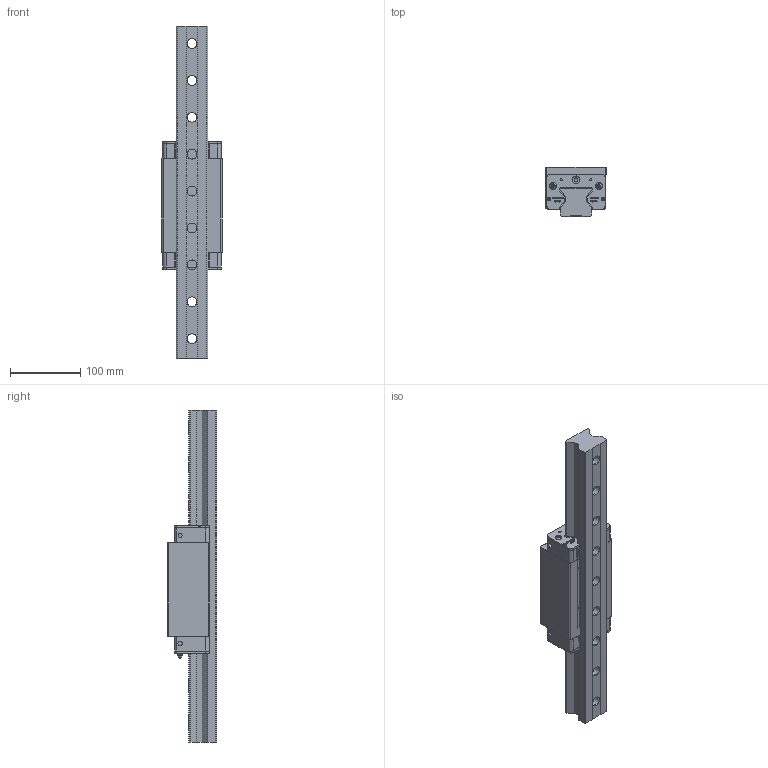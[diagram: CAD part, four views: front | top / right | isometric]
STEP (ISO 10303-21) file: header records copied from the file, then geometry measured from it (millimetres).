
FILE_DESCRIPTION (( 'STEP AP214' ), '1' );
FILE_NAME ('SBR45SLL ASSY - 嫦歎辨.STEP', '2023-10-31T01:46:49', ( 'Windows 餌辨濠' ), ( '' ), 'SwSTEP 2.0', 'SolidWorks 2013', '' );
FILE_SCHEMA (( 'AUTOMOTIVE_DESIGN' ));
Length unit declared in the file: millimetre
Products named in the file (11): NIPPLE; SBR45 RAIL; SBR45SLL ASSY - 嫦歎辨; SBR 45 SLL_BLOCK; SBR 45 END PLATE R01 - 嫦歎辨; SBR 45 END SEAL-嫦歎辨; SRBOLT-M3x30L_SS400^SBR45SLL ASSY - 嫦歎辨; SRBOLT-M5x30L_SS400^SBR45SLL ASSY - 嫦歎辨; SBR-45-RT-SN-M6000-R10 (BOTTOM SEAL L); SBR-45-RT-NBR_L; SBR-45-RT-PRESS_SUS301_L
Assembly tree (19 placements, depth 3):
  SBR45SLL ASSY - 嫦歎辨
    SBR45 RAIL
    NIPPLE
    SBR-45-RT-SN-M6000-R10 (BOTTOM SEAL L)  x2
      SBR-45-RT-PRESS_SUS301_L
      SBR-45-RT-NBR_L
    SRBOLT-M5x30L_SS400^SBR45SLL ASSY - 嫦歎辨  x4
    SRBOLT-M3x30L_SS400^SBR45SLL ASSY - 嫦歎辨  x4
    SBR 45 END SEAL-嫦歎辨  x2
    SBR 45 END PLATE R01 - 嫦歎辨  x2
    SBR 45 SLL_BLOCK
Bounding box: 86 x 70 x 472.5 mm (x, y, z)
Volume: 1309676.5 mm3; surface area: 219358.9 mm2
Topology: 20 solids, 20 shells, 2364 faces, 6101 edges, 3965 vertices
Faces by surface type: plane 1518, bspline 438, cylinder 250, cone 76, torus 62, sphere 20
Entity records: 50647 total; most frequent: CARTESIAN_POINT 19736, ORIENTED_EDGE 6344, DIRECTION 5222, EDGE_CURVE 3172, LINE 2316, VECTOR 2316, VERTEX_POINT 2075, AXIS2_PLACEMENT_3D 1453
